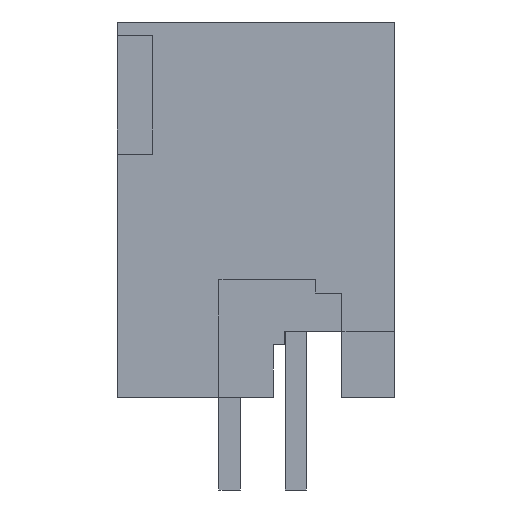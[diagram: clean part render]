
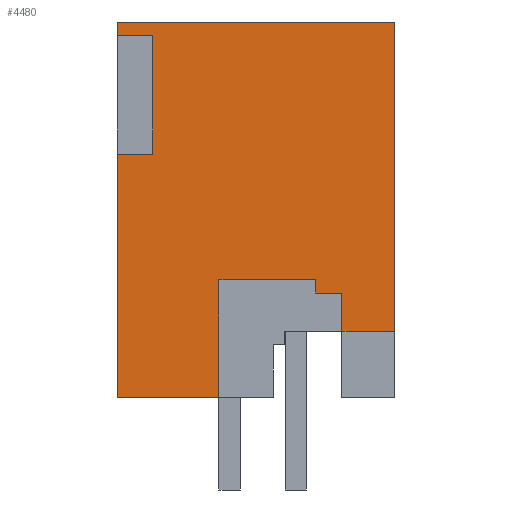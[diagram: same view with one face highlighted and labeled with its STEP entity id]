
A CAD part, left-side view. The second image highlights one B-rep face of the part: STEP entity #4480.
In plain terms, the highlighted planar face has unit normal (-1, 0, 0).
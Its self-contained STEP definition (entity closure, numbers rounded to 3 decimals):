
#4417=AXIS2_PLACEMENT_3D('Plane Axis2P3D',#4414,#4415,#4416) ;
#382=CARTESIAN_POINT('Vertex',(0.,0.,6.)) ;
#385=CARTESIAN_POINT('Line Origine',(0.,1.,6.)) ;
#389=CARTESIAN_POINT('Vertex',(0.,2.,6.)) ;
#423=CARTESIAN_POINT('Line Origine',(0.,2.,6.725)) ;
#427=CARTESIAN_POINT('Vertex',(0.,2.,7.45)) ;
#465=CARTESIAN_POINT('Line Origine',(0.,2.5,7.45)) ;
#469=CARTESIAN_POINT('Vertex',(0.,3.,7.45)) ;
#491=CARTESIAN_POINT('Line Origine',(0.,3.,7.7)) ;
#495=CARTESIAN_POINT('Vertex',(0.,3.,7.95)) ;
#531=CARTESIAN_POINT('Line Origine',(0.,4.825,7.95)) ;
#535=CARTESIAN_POINT('Vertex',(0.,6.65,7.95)) ;
#745=CARTESIAN_POINT('Vertex',(0.,6.65,3.5)) ;
#748=CARTESIAN_POINT('Line Origine',(0.,8.575,3.5)) ;
#752=CARTESIAN_POINT('Vertex',(0.,10.5,3.5)) ;
#3231=CARTESIAN_POINT('Vertex',(0.,0.,17.7)) ;
#3234=CARTESIAN_POINT('Line Origine',(0.,0.,11.85)) ;
#4414=CARTESIAN_POINT('Axis2P3D Location',(0.,10.5,0.)) ;
#4419=CARTESIAN_POINT('Line Origine',(0.,10.5,8.1)) ;
#4423=CARTESIAN_POINT('Vertex',(0.,10.5,12.7)) ;
#4426=CARTESIAN_POINT('Line Origine',(0.,6.65,5.725)) ;
#4431=CARTESIAN_POINT('Line Origine',(0.,5.25,17.7)) ;
#4435=CARTESIAN_POINT('Vertex',(0.,10.5,17.7)) ;
#4438=CARTESIAN_POINT('Line Origine',(0.,10.5,17.45)) ;
#4442=CARTESIAN_POINT('Vertex',(0.,10.5,17.2)) ;
#4445=CARTESIAN_POINT('Line Origine',(0.,9.825,17.2)) ;
#4449=CARTESIAN_POINT('Vertex',(0.,9.15,17.2)) ;
#4452=CARTESIAN_POINT('Line Origine',(0.,9.15,14.95)) ;
#4456=CARTESIAN_POINT('Vertex',(0.,9.15,12.7)) ;
#4459=CARTESIAN_POINT('Line Origine',(0.,9.825,12.7)) ;
#386=DIRECTION('Vector Direction',(0.,1.,0.)) ;
#424=DIRECTION('Vector Direction',(0.,0.,-1.)) ;
#466=DIRECTION('Vector Direction',(0.,1.,0.)) ;
#492=DIRECTION('Vector Direction',(0.,0.,1.)) ;
#532=DIRECTION('Vector Direction',(0.,1.,0.)) ;
#749=DIRECTION('Vector Direction',(0.,1.,0.)) ;
#3235=DIRECTION('Vector Direction',(0.,0.,1.)) ;
#4415=DIRECTION('Axis2P3D Direction',(-1.,0.,0.)) ;
#4416=DIRECTION('Axis2P3D XDirection',(0.,0.,1.)) ;
#4420=DIRECTION('Vector Direction',(0.,0.,1.)) ;
#4427=DIRECTION('Vector Direction',(0.,0.,1.)) ;
#4432=DIRECTION('Vector Direction',(0.,1.,0.)) ;
#4439=DIRECTION('Vector Direction',(0.,0.,1.)) ;
#4446=DIRECTION('Vector Direction',(0.,-1.,0.)) ;
#4453=DIRECTION('Vector Direction',(0.,0.,-1.)) ;
#4460=DIRECTION('Vector Direction',(0.,-1.,0.)) ;
#387=VECTOR('Line Direction',#386,1.) ;
#425=VECTOR('Line Direction',#424,1.) ;
#467=VECTOR('Line Direction',#466,1.) ;
#493=VECTOR('Line Direction',#492,1.) ;
#533=VECTOR('Line Direction',#532,1.) ;
#750=VECTOR('Line Direction',#749,1.) ;
#3236=VECTOR('Line Direction',#3235,1.) ;
#4421=VECTOR('Line Direction',#4420,1.) ;
#4428=VECTOR('Line Direction',#4427,1.) ;
#4433=VECTOR('Line Direction',#4432,1.) ;
#4440=VECTOR('Line Direction',#4439,1.) ;
#4447=VECTOR('Line Direction',#4446,1.) ;
#4454=VECTOR('Line Direction',#4453,1.) ;
#4461=VECTOR('Line Direction',#4460,1.) ;
#4465=ORIENTED_EDGE('',*,*,#4425,.T.) ;
#4466=ORIENTED_EDGE('',*,*,#754,.T.) ;
#4467=ORIENTED_EDGE('',*,*,#4430,.T.) ;
#4468=ORIENTED_EDGE('',*,*,#537,.T.) ;
#4469=ORIENTED_EDGE('',*,*,#497,.T.) ;
#4470=ORIENTED_EDGE('',*,*,#471,.T.) ;
#4471=ORIENTED_EDGE('',*,*,#429,.T.) ;
#4472=ORIENTED_EDGE('',*,*,#391,.T.) ;
#4473=ORIENTED_EDGE('',*,*,#3238,.T.) ;
#4474=ORIENTED_EDGE('',*,*,#4437,.T.) ;
#4475=ORIENTED_EDGE('',*,*,#4444,.T.) ;
#4476=ORIENTED_EDGE('',*,*,#4451,.F.) ;
#4477=ORIENTED_EDGE('',*,*,#4458,.F.) ;
#4478=ORIENTED_EDGE('',*,*,#4463,.F.) ;
#4480=ADVANCED_FACE('HOUSING',(#4479),#4418,.T.) ;
#391=EDGE_CURVE('',#390,#383,#388,.F.) ;
#429=EDGE_CURVE('',#428,#390,#426,.T.) ;
#471=EDGE_CURVE('',#470,#428,#468,.F.) ;
#497=EDGE_CURVE('',#496,#470,#494,.F.) ;
#537=EDGE_CURVE('',#536,#496,#534,.F.) ;
#754=EDGE_CURVE('',#753,#746,#751,.F.) ;
#3238=EDGE_CURVE('',#383,#3232,#3237,.T.) ;
#4425=EDGE_CURVE('',#4424,#753,#4422,.F.) ;
#4430=EDGE_CURVE('',#746,#536,#4429,.T.) ;
#4437=EDGE_CURVE('',#3232,#4436,#4434,.T.) ;
#4444=EDGE_CURVE('',#4436,#4443,#4441,.F.) ;
#4451=EDGE_CURVE('',#4450,#4443,#4448,.F.) ;
#4458=EDGE_CURVE('',#4457,#4450,#4455,.F.) ;
#4463=EDGE_CURVE('',#4424,#4457,#4462,.T.) ;
#4464=EDGE_LOOP('',(#4465,#4466,#4467,#4468,#4469,#4470,#4471,#4472,#4473,#4474,#4475,#4476,#4477,#4478)) ;
#4479=FACE_OUTER_BOUND('',#4464,.T.) ;
#388=LINE('Line',#385,#387) ;
#426=LINE('Line',#423,#425) ;
#468=LINE('Line',#465,#467) ;
#494=LINE('Line',#491,#493) ;
#534=LINE('Line',#531,#533) ;
#751=LINE('Line',#748,#750) ;
#3237=LINE('Line',#3234,#3236) ;
#4422=LINE('Line',#4419,#4421) ;
#4429=LINE('Line',#4426,#4428) ;
#4434=LINE('Line',#4431,#4433) ;
#4441=LINE('Line',#4438,#4440) ;
#4448=LINE('Line',#4445,#4447) ;
#4455=LINE('Line',#4452,#4454) ;
#4462=LINE('Line',#4459,#4461) ;
#4418=PLANE('',#4417) ;
#383=VERTEX_POINT('',#382) ;
#390=VERTEX_POINT('',#389) ;
#428=VERTEX_POINT('',#427) ;
#470=VERTEX_POINT('',#469) ;
#496=VERTEX_POINT('',#495) ;
#536=VERTEX_POINT('',#535) ;
#746=VERTEX_POINT('',#745) ;
#753=VERTEX_POINT('',#752) ;
#3232=VERTEX_POINT('',#3231) ;
#4424=VERTEX_POINT('',#4423) ;
#4436=VERTEX_POINT('',#4435) ;
#4443=VERTEX_POINT('',#4442) ;
#4450=VERTEX_POINT('',#4449) ;
#4457=VERTEX_POINT('',#4456) ;
